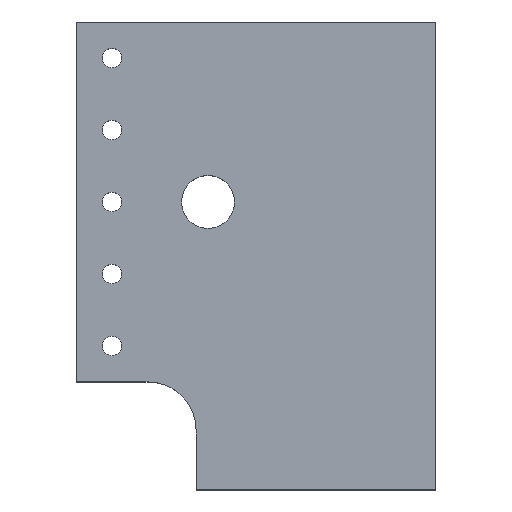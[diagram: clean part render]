
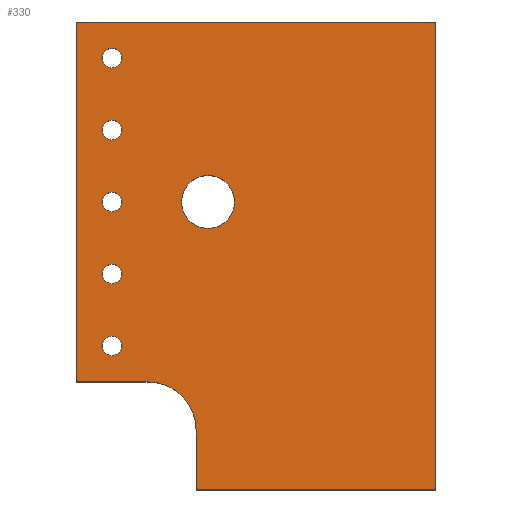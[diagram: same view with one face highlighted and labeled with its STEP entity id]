
A CAD part, top view. The second image highlights one B-rep face of the part: STEP entity #330.
In plain terms, the highlighted planar face has unit normal (0, 0, 1).
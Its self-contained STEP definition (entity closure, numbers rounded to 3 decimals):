
#15=LINE('',#518,#34);
#20=LINE('',#532,#39);
#25=LINE('',#541,#44);
#26=LINE('',#544,#45);
#30=LINE('',#552,#49);
#33=LINE('',#556,#52);
#34=VECTOR('',#433,10.);
#39=VECTOR('',#446,10.);
#44=VECTOR('',#453,10.);
#45=VECTOR('',#456,10.);
#49=VECTOR('',#462,10.);
#52=VECTOR('',#467,10.);
#61=PLANE('',#375);
#73=FACE_BOUND('',#132,.T.);
#74=FACE_BOUND('',#133,.T.);
#75=FACE_BOUND('',#134,.T.);
#76=FACE_BOUND('',#135,.T.);
#77=FACE_BOUND('',#136,.T.);
#78=FACE_BOUND('',#137,.T.);
#102=FACE_OUTER_BOUND('',#131,.T.);
#131=EDGE_LOOP('',(#278,#279,#280,#281,#282,#283,#284));
#132=EDGE_LOOP('',(#285));
#133=EDGE_LOOP('',(#286));
#134=EDGE_LOOP('',(#287));
#135=EDGE_LOOP('',(#288));
#136=EDGE_LOOP('',(#289));
#137=EDGE_LOOP('',(#290));
#150=CIRCLE('',#350,11.);
#152=CIRCLE('',#353,4.);
#154=CIRCLE('',#356,4.);
#156=CIRCLE('',#359,4.);
#158=CIRCLE('',#362,4.);
#160=CIRCLE('',#365,4.);
#161=CIRCLE('',#368,20.);
#168=VERTEX_POINT('',#488);
#170=VERTEX_POINT('',#493);
#172=VERTEX_POINT('',#498);
#174=VERTEX_POINT('',#503);
#176=VERTEX_POINT('',#508);
#178=VERTEX_POINT('',#513);
#179=VERTEX_POINT('',#516);
#180=VERTEX_POINT('',#517);
#183=VERTEX_POINT('',#525);
#185=VERTEX_POINT('',#531);
#188=VERTEX_POINT('',#539);
#189=VERTEX_POINT('',#543);
#192=VERTEX_POINT('',#551);
#198=EDGE_CURVE('',#168,#168,#150,.T.);
#200=EDGE_CURVE('',#170,#170,#152,.T.);
#202=EDGE_CURVE('',#172,#172,#154,.T.);
#204=EDGE_CURVE('',#174,#174,#156,.T.);
#206=EDGE_CURVE('',#176,#176,#158,.T.);
#208=EDGE_CURVE('',#178,#178,#160,.T.);
#209=EDGE_CURVE('',#179,#180,#15,.T.);
#213=EDGE_CURVE('',#183,#179,#161,.T.);
#216=EDGE_CURVE('',#185,#183,#20,.T.);
#221=EDGE_CURVE('',#180,#188,#25,.T.);
#222=EDGE_CURVE('',#189,#185,#26,.T.);
#226=EDGE_CURVE('',#192,#189,#30,.T.);
#229=EDGE_CURVE('',#188,#192,#33,.T.);
#278=ORIENTED_EDGE('',*,*,#209,.T.);
#279=ORIENTED_EDGE('',*,*,#221,.T.);
#280=ORIENTED_EDGE('',*,*,#229,.T.);
#281=ORIENTED_EDGE('',*,*,#226,.T.);
#282=ORIENTED_EDGE('',*,*,#222,.T.);
#283=ORIENTED_EDGE('',*,*,#216,.T.);
#284=ORIENTED_EDGE('',*,*,#213,.T.);
#285=ORIENTED_EDGE('',*,*,#198,.T.);
#286=ORIENTED_EDGE('',*,*,#200,.T.);
#287=ORIENTED_EDGE('',*,*,#202,.T.);
#288=ORIENTED_EDGE('',*,*,#204,.T.);
#289=ORIENTED_EDGE('',*,*,#206,.T.);
#290=ORIENTED_EDGE('',*,*,#208,.T.);
#330=ADVANCED_FACE('',(#102,#73,#74,#75,#76,#77,#78),#61,.T.);
#350=AXIS2_PLACEMENT_3D('',#489,#399,#400);
#353=AXIS2_PLACEMENT_3D('',#494,#405,#406);
#356=AXIS2_PLACEMENT_3D('',#499,#411,#412);
#359=AXIS2_PLACEMENT_3D('',#504,#417,#418);
#362=AXIS2_PLACEMENT_3D('',#509,#423,#424);
#365=AXIS2_PLACEMENT_3D('',#514,#429,#430);
#368=AXIS2_PLACEMENT_3D('',#526,#439,#440);
#375=AXIS2_PLACEMENT_3D('',#557,#468,#469);
#399=DIRECTION('center_axis',(0.,0.,-1.));
#400=DIRECTION('ref_axis',(1.,0.,0.));
#405=DIRECTION('center_axis',(0.,0.,-1.));
#406=DIRECTION('ref_axis',(1.,0.,0.));
#411=DIRECTION('center_axis',(0.,0.,-1.));
#412=DIRECTION('ref_axis',(1.,0.,0.));
#417=DIRECTION('center_axis',(0.,0.,-1.));
#418=DIRECTION('ref_axis',(1.,0.,0.));
#423=DIRECTION('center_axis',(0.,0.,-1.));
#424=DIRECTION('ref_axis',(1.,0.,0.));
#429=DIRECTION('center_axis',(0.,0.,-1.));
#430=DIRECTION('ref_axis',(1.,0.,0.));
#433=DIRECTION('',(0.,-1.,0.));
#439=DIRECTION('center_axis',(0.,0.,-1.));
#440=DIRECTION('ref_axis',(1.,0.,0.));
#446=DIRECTION('',(1.,0.,0.));
#453=DIRECTION('',(1.,0.,0.));
#456=DIRECTION('',(0.,-1.,0.));
#462=DIRECTION('',(-1.,0.,0.));
#467=DIRECTION('',(0.,1.,0.));
#468=DIRECTION('center_axis',(0.,0.,1.));
#469=DIRECTION('ref_axis',(1.,0.,0.));
#488=CARTESIAN_POINT('',(66.,120.,15.));
#489=CARTESIAN_POINT('Origin',(55.,120.,15.));
#493=CARTESIAN_POINT('',(19.,90.,15.));
#494=CARTESIAN_POINT('Origin',(15.,90.,15.));
#498=CARTESIAN_POINT('',(19.,150.,15.));
#499=CARTESIAN_POINT('Origin',(15.,150.,15.));
#503=CARTESIAN_POINT('',(19.,180.,15.));
#504=CARTESIAN_POINT('Origin',(15.,180.,15.));
#508=CARTESIAN_POINT('',(19.,120.,15.));
#509=CARTESIAN_POINT('Origin',(15.,120.,15.));
#513=CARTESIAN_POINT('',(19.,60.,15.));
#514=CARTESIAN_POINT('Origin',(15.,60.,15.));
#516=CARTESIAN_POINT('',(50.,25.,15.));
#517=CARTESIAN_POINT('',(50.,0.,15.));
#518=CARTESIAN_POINT('',(50.,61.25,15.));
#525=CARTESIAN_POINT('',(30.,45.,15.));
#526=CARTESIAN_POINT('Origin',(30.,25.,15.));
#531=CARTESIAN_POINT('',(0.,45.,15.));
#532=CARTESIAN_POINT('',(37.5,45.,15.));
#539=CARTESIAN_POINT('',(150.,0.,15.));
#541=CARTESIAN_POINT('',(0.,0.,15.));
#543=CARTESIAN_POINT('',(0.,195.,15.));
#544=CARTESIAN_POINT('',(0.,195.,15.));
#551=CARTESIAN_POINT('',(150.,195.,15.));
#552=CARTESIAN_POINT('',(150.,195.,15.));
#556=CARTESIAN_POINT('',(150.,0.,15.));
#557=CARTESIAN_POINT('Origin',(75.,97.5,15.));
